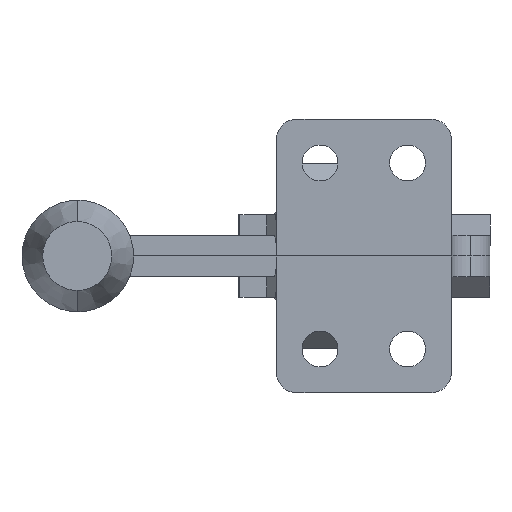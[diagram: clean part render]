
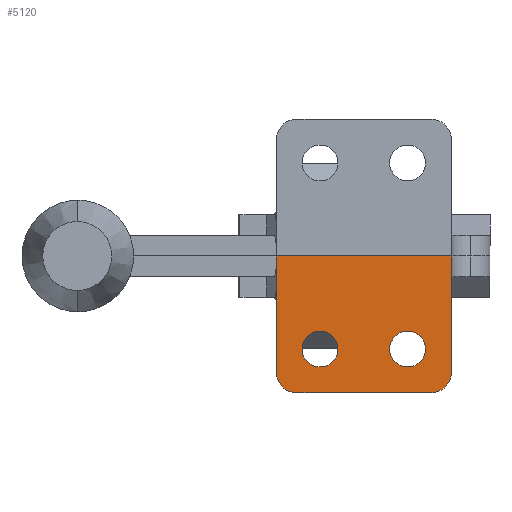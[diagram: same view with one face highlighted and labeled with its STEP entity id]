
A CAD part, front view. The second image highlights one B-rep face of the part: STEP entity #5120.
In plain terms, the highlighted planar face has unit normal (0, -1, 0).
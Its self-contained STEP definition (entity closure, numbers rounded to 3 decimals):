
#555 = DIRECTION ( 'NONE',  ( -1., 0., 0. ) ) ;
#863 = DIRECTION ( 'NONE',  ( 0., 1., 0. ) ) ;
#926 = LINE ( 'NONE', #5559, #9310 ) ;
#966 = CARTESIAN_POINT ( 'NONE',  ( 0., 0., -16.85 ) ) ;
#1214 = EDGE_CURVE ( 'NONE', #3274, #6034, #9443, .T. ) ;
#1370 = EDGE_CURVE ( 'NONE', #6694, #4751, #4955, .T. ) ;
#1450 = DIRECTION ( 'NONE',  ( 0., 1., 0. ) ) ;
#1468 = FACE_BOUND ( 'NONE', #9098, .T. ) ;
#1505 = CIRCLE ( 'NONE', #6991, 2.6 ) ;
#1506 = CARTESIAN_POINT ( 'NONE',  ( 25.4, 0., 0. ) ) ;
#1515 = CARTESIAN_POINT ( 'NONE',  ( 6.35, 0., -16.1 ) ) ;
#1541 = AXIS2_PLACEMENT_3D ( 'NONE', #5706, #863, #6533 ) ;
#1765 = CARTESIAN_POINT ( 'NONE',  ( 3., 0., -16.85 ) ) ;
#2015 = ORIENTED_EDGE ( 'NONE', *, *, #8340, .F. ) ;
#2408 = CARTESIAN_POINT ( 'NONE',  ( 0., 0., 0. ) ) ;
#2418 = VERTEX_POINT ( 'NONE', #1506 ) ;
#2642 = CARTESIAN_POINT ( 'NONE',  ( 3., 0., -19.85 ) ) ;
#2653 = ORIENTED_EDGE ( 'NONE', *, *, #8193, .F. ) ;
#2698 = CIRCLE ( 'NONE', #5164, 3. ) ;
#2955 = VECTOR ( 'NONE', #7122, 1000. ) ;
#2968 = ORIENTED_EDGE ( 'NONE', *, *, #10290, .T. ) ;
#3012 = CARTESIAN_POINT ( 'NONE',  ( 22.4, 0., -16.85 ) ) ;
#3090 = CIRCLE ( 'NONE', #1541, 2.6 ) ;
#3102 = VERTEX_POINT ( 'NONE', #5612 ) ;
#3150 = CARTESIAN_POINT ( 'NONE',  ( 22.4, 0., -19.85 ) ) ;
#3154 = DIRECTION ( 'NONE',  ( 0., 1., 0. ) ) ;
#3200 = DIRECTION ( 'NONE',  ( 1., 0., 0. ) ) ;
#3243 = CARTESIAN_POINT ( 'NONE',  ( 25.4, 0., 0. ) ) ;
#3263 = ORIENTED_EDGE ( 'NONE', *, *, #8224, .T. ) ;
#3274 = VERTEX_POINT ( 'NONE', #2642 ) ;
#3317 = CARTESIAN_POINT ( 'NONE',  ( 19.05, 0., -16.1 ) ) ;
#3591 = AXIS2_PLACEMENT_3D ( 'NONE', #3012, #3737, #3805 ) ;
#3633 = VERTEX_POINT ( 'NONE', #1515 ) ;
#3737 = DIRECTION ( 'NONE',  ( 0., -1., 0. ) ) ;
#3805 = DIRECTION ( 'NONE',  ( -1., 0., 0. ) ) ;
#3810 = EDGE_CURVE ( 'NONE', #6034, #7921, #6309, .T. ) ;
#4316 = LINE ( 'NONE', #3243, #10293 ) ;
#4694 = CARTESIAN_POINT ( 'NONE',  ( 6.35, 0., -13.5 ) ) ;
#4751 = VERTEX_POINT ( 'NONE', #3317 ) ;
#4765 = ORIENTED_EDGE ( 'NONE', *, *, #8382, .T. ) ;
#4866 = CARTESIAN_POINT ( 'NONE',  ( 19.05, 0., -13.5 ) ) ;
#4955 = CIRCLE ( 'NONE', #9065, 2.6 ) ;
#4997 = DIRECTION ( 'NONE',  ( 0., 0., 1. ) ) ;
#5002 = ORIENTED_EDGE ( 'NONE', *, *, #3810, .F. ) ;
#5052 = EDGE_LOOP ( 'NONE', ( #3263, #4765 ) ) ;
#5064 = ORIENTED_EDGE ( 'NONE', *, *, #1370, .T. ) ;
#5120 = ADVANCED_FACE ( 'NONE', ( #1468, #7653, #9829 ), #6121, .T. ) ;
#5164 = AXIS2_PLACEMENT_3D ( 'NONE', #6287, #1450, #7115 ) ;
#5498 = DIRECTION ( 'NONE',  ( -1., 0., 0. ) ) ;
#5559 = CARTESIAN_POINT ( 'NONE',  ( 0., 0., 0. ) ) ;
#5583 = DIRECTION ( 'NONE',  ( 0., 1., 0. ) ) ;
#5612 = CARTESIAN_POINT ( 'NONE',  ( 22.4, 0., -19.85 ) ) ;
#5669 = DIRECTION ( 'NONE',  ( -1., 0., 0. ) ) ;
#5706 = CARTESIAN_POINT ( 'NONE',  ( 6.35, 0., -13.5 ) ) ;
#5801 = EDGE_CURVE ( 'NONE', #7921, #2418, #926, .T. ) ;
#6034 = VERTEX_POINT ( 'NONE', #9418 ) ;
#6121 = PLANE ( 'NONE',  #3591 ) ;
#6264 = AXIS2_PLACEMENT_3D ( 'NONE', #4694, #10371, #5498 ) ;
#6287 = CARTESIAN_POINT ( 'NONE',  ( 22.4, 0., -16.85 ) ) ;
#6309 = LINE ( 'NONE', #966, #8205 ) ;
#6428 = DIRECTION ( 'NONE',  ( 0., 0., -1. ) ) ;
#6502 = ORIENTED_EDGE ( 'NONE', *, *, #9711, .F. ) ;
#6533 = DIRECTION ( 'NONE',  ( -1., 0., 0. ) ) ;
#6694 = VERTEX_POINT ( 'NONE', #9234 ) ;
#6702 = VERTEX_POINT ( 'NONE', #9315 ) ;
#6927 = DIRECTION ( 'NONE',  ( 0., 1., 0. ) ) ;
#6991 = AXIS2_PLACEMENT_3D ( 'NONE', #4866, #6927, #5669 ) ;
#7017 = CARTESIAN_POINT ( 'NONE',  ( 6.35, 0., -10.9 ) ) ;
#7115 = DIRECTION ( 'NONE',  ( -1., 0., 0. ) ) ;
#7122 = DIRECTION ( 'NONE',  ( -1., 0., 0. ) ) ;
#7462 = LINE ( 'NONE', #3150, #2955 ) ;
#7653 = FACE_BOUND ( 'NONE', #5052, .T. ) ;
#7726 = CIRCLE ( 'NONE', #6264, 2.6 ) ;
#7816 = EDGE_LOOP ( 'NONE', ( #9148, #5002, #8438, #6502, #2653, #2015 ) ) ;
#7921 = VERTEX_POINT ( 'NONE', #2408 ) ;
#8193 = EDGE_CURVE ( 'NONE', #6702, #3102, #2698, .T. ) ;
#8205 = VECTOR ( 'NONE', #4997, 1000. ) ;
#8224 = EDGE_CURVE ( 'NONE', #3633, #9602, #7726, .T. ) ;
#8340 = EDGE_CURVE ( 'NONE', #2418, #6702, #4316, .T. ) ;
#8382 = EDGE_CURVE ( 'NONE', #9602, #3633, #3090, .T. ) ;
#8438 = ORIENTED_EDGE ( 'NONE', *, *, #1214, .F. ) ;
#8542 = CARTESIAN_POINT ( 'NONE',  ( 19.05, 0., -13.5 ) ) ;
#9065 = AXIS2_PLACEMENT_3D ( 'NONE', #8542, #3154, #10422 ) ;
#9098 = EDGE_LOOP ( 'NONE', ( #2968, #5064 ) ) ;
#9148 = ORIENTED_EDGE ( 'NONE', *, *, #5801, .F. ) ;
#9234 = CARTESIAN_POINT ( 'NONE',  ( 19.05, 0., -10.9 ) ) ;
#9310 = VECTOR ( 'NONE', #3200, 1000. ) ;
#9315 = CARTESIAN_POINT ( 'NONE',  ( 25.4, 0., -16.85 ) ) ;
#9418 = CARTESIAN_POINT ( 'NONE',  ( 0., 0., -16.85 ) ) ;
#9443 = CIRCLE ( 'NONE', #9815, 3. ) ;
#9602 = VERTEX_POINT ( 'NONE', #7017 ) ;
#9711 = EDGE_CURVE ( 'NONE', #3102, #3274, #7462, .T. ) ;
#9815 = AXIS2_PLACEMENT_3D ( 'NONE', #1765, #5583, #555 ) ;
#9829 = FACE_OUTER_BOUND ( 'NONE', #7816, .T. ) ;
#10290 = EDGE_CURVE ( 'NONE', #4751, #6694, #1505, .T. ) ;
#10293 = VECTOR ( 'NONE', #6428, 1000. ) ;
#10371 = DIRECTION ( 'NONE',  ( 0., 1., 0. ) ) ;
#10422 = DIRECTION ( 'NONE',  ( -1., 0., 0. ) ) ;
